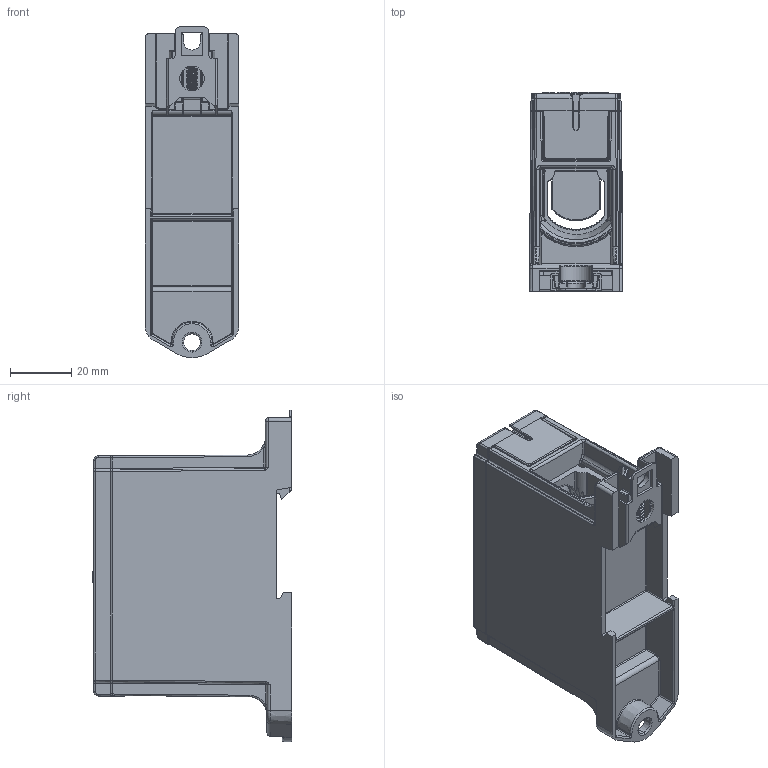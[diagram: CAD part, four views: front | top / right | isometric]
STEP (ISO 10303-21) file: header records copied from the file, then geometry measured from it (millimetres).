
FILE_DESCRIPTION((''),'2;1');
FILE_NAME('PROCUS_KE163_ASM','2015-06-04T',('kjell_andersson'),(''),'PRO/ENGINEER BY PARAMETRIC TECHNOLOGY CORPORATION, 2013230','PRO/ENGINEER BY PARAMETRIC TECHNOLOGY CORPORATION, 2013230','');
FILE_SCHEMA(('CONFIG_CONTROL_DESIGN'));
Products named in the file (9): PMR2956-GEN_AF0; PSK29-1_AF1; PTK105_AF0; PTK105_AF1; PPK204_AF0; PJ54_L10-7_AF1; PMR2957-GEN_AF0; PEME9_GEN_AF0; PROCUS_KE163_ASM
Assembly tree (8 placements, depth 2):
  PROCUS_KE163_ASM
    PMR2956-GEN_AF0
    PSK29-1_AF1
    PTK105_AF0
    PTK105_AF1
    PPK204_AF0
    PJ54_L10-7_AF1
    PMR2957-GEN_AF0
    PEME9_GEN_AF0
Bounding box: 30.44 x 64.9 x 108.07 mm (x, y, z)
Volume: 74580.1 mm3; surface area: 65871.7 mm2
Topology: 8 solids, 8 shells, 2346 faces, 5753 edges, 3433 vertices
Faces by surface type: cylinder 931, plane 695, bspline 510, sphere 128, cone 40, torus 30, extrusion 10, revolution 2
Entity records: 102282 total; most frequent: CARTESIAN_POINT 50695, ORIENTED_EDGE 11478, DIRECTION 9717, EDGE_CURVE 5739, AXIS2_PLACEMENT_3D 3447, VERTEX_POINT 3433, VECTOR 2821, LINE 2811
